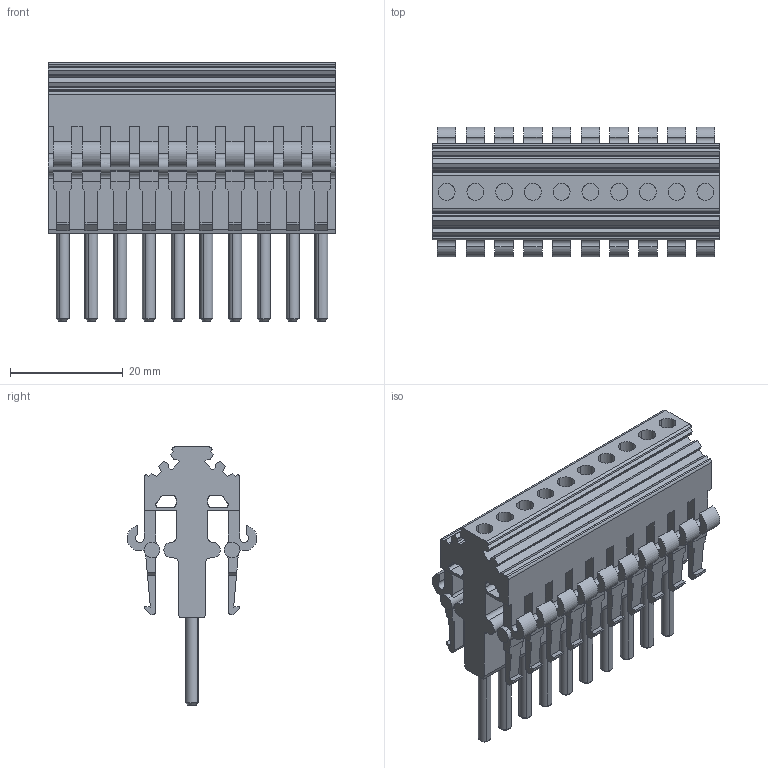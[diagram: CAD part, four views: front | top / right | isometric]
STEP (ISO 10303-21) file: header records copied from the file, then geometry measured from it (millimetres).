
FILE_DESCRIPTION(('CATIA V5R20 STEP214'),'2;1');
FILE_NAME ('5972087_2', '2014-07-22T12:51:58+00:00', ('Weidmueller Interface'), ('Weidmueller'), 'CATIA Version 5 Release 20 SP 5 (IN-10)', 'CATIA V5 STEP AP214', 'none');
FILE_SCHEMA(('AUTOMOTIVE_DESIGN { 1 0 10303 214 1 1 1 1 }'));
Length unit declared in the file: millimetre
Products named in the file (1): WTA_5
Bounding box: 51 x 23 x 45.8 mm (x, y, z)
Volume: 15197.9 mm3; surface area: 13394.6 mm2
Topology: 1 solids, 1 shells, 646 faces, 2018 edges, 1364 vertices
Faces by surface type: plane 424, cylinder 202, cone 20
Entity records: 19909 total; most frequent: ORIENTED_EDGE 4036, CARTESIAN_POINT 3588, DIRECTION 2428, EDGE_CURVE 2018, VECTOR 1412, LINE 1412, VERTEX_POINT 1364, AXIS2_PLACEMENT_3D 812
